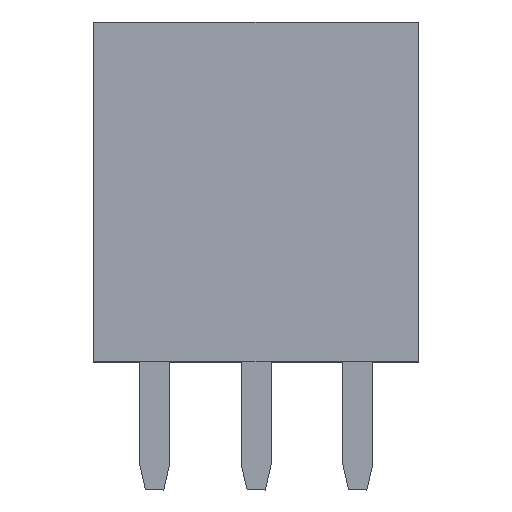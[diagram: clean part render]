
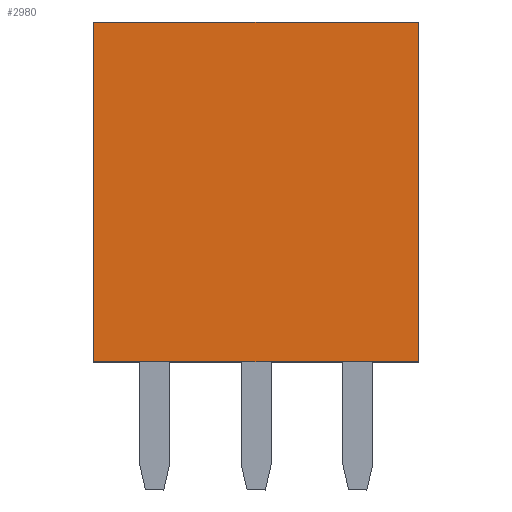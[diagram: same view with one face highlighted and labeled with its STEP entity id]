
A CAD part, top view. The second image highlights one B-rep face of the part: STEP entity #2980.
In plain terms, the highlighted planar face has unit normal (0, 0, 1).
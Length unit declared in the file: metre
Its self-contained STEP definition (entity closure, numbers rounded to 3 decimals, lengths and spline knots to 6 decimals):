
#357=ORIENTED_EDGE('',*,*,#1101,.F.);
#358=ORIENTED_EDGE('',*,*,#1148,.T.);
#359=ORIENTED_EDGE('',*,*,#1149,.T.);
#360=ORIENTED_EDGE('',*,*,#1144,.T.);
#1101=EDGE_CURVE('',#1513,#1514,#1809,.T.);
#1144=EDGE_CURVE('',#1554,#1514,#1852,.T.);
#1148=EDGE_CURVE('',#1513,#1556,#1856,.T.);
#1149=EDGE_CURVE('',#1556,#1554,#1857,.T.);
#1513=VERTEX_POINT('',#4381);
#1514=VERTEX_POINT('',#4383);
#1554=VERTEX_POINT('',#4469);
#1556=VERTEX_POINT('',#4477);
#1809=LINE('',#4382,#2181);
#1852=LINE('',#4468,#2224);
#1856=LINE('',#4476,#2228);
#1857=LINE('',#4478,#2229);
#2181=VECTOR('',#3548,1.);
#2224=VECTOR('',#3597,1.);
#2228=VECTOR('',#3605,1.);
#2229=VECTOR('',#3606,1.);
#2527=EDGE_LOOP('',(#357,#358,#359,#360));
#2693=FACE_BOUND('',#2527,.T.);
#2845=PLANE('',#3209);
#2980=ADVANCED_FACE('',(#2693),#2845,.T.);
#3209=AXIS2_PLACEMENT_3D('',#4475,#3603,#3604);
#3548=DIRECTION('',(0.,-1.,0.));
#3597=DIRECTION('',(1.,0.,0.));
#3603=DIRECTION('',(0.,0.,1.));
#3604=DIRECTION('',(1.,0.,0.));
#3605=DIRECTION('',(-1.,0.,0.));
#3606=DIRECTION('',(0.,-1.,0.));
#4381=CARTESIAN_POINT('',(0.00812,0.0085,0.));
#4382=CARTESIAN_POINT('',(0.00812,0.,0.));
#4383=CARTESIAN_POINT('',(0.00812,0.,0.));
#4468=CARTESIAN_POINT('',(-0.0127,0.,0.));
#4469=CARTESIAN_POINT('',(0.,0.,0.));
#4475=CARTESIAN_POINT('',(-0.0127,0.,0.));
#4476=CARTESIAN_POINT('',(-0.0127,0.0085,0.));
#4477=CARTESIAN_POINT('',(0.,0.0085,0.));
#4478=CARTESIAN_POINT('',(0.,0.0005,0.));
